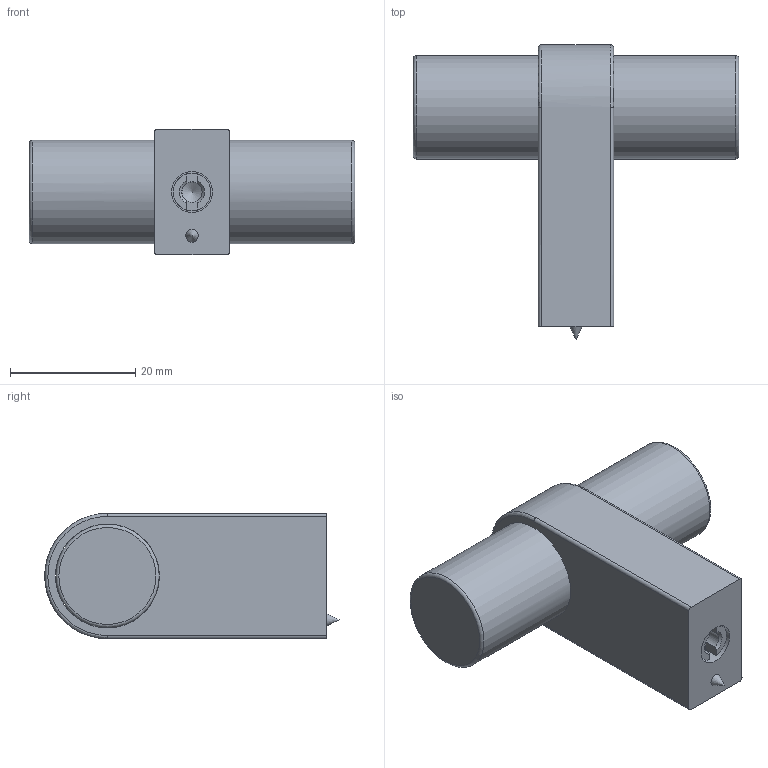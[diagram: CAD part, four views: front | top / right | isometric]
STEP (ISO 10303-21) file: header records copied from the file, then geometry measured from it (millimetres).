
FILE_DESCRIPTION(/* description */ (''),/* implementation_level */ '2;1');
FILE_NAME(/* name */ '0657_052_T_02.stp',/* time_stamp */ '2024-01-03T09:36:25+01:00',/* author */ ('jferrer'),/* organization */ (''),/* preprocessor_version */ 'ST-DEVELOPER v18.1',/* originating_system */ 'Autodesk Inventor 2022',/* authorisation */ '');
FILE_SCHEMA (('CONFIG_CONTROL_DESIGN'));
Length unit declared in the file: millimetre
Products named in the file (4): 0657_056_T_01; 0657_056_bar_00; 0657_foot_00; 0634_SCREW M-F_00
Assembly tree (3 placements, depth 2):
  0657_056_T_01
    0657_056_bar_00
    0657_foot_00
    0634_SCREW M-F_00
Bounding box: 52 x 46.99 x 20 mm (x, y, z)
Volume: 18543.1 mm3; surface area: 7760 mm2
Topology: 3 solids, 3 shells, 40 faces, 98 edges, 64 vertices
Faces by surface type: plane 17, cylinder 12, cone 6, bspline 3, torus 2
Full cylindrical faces by diameter (mm): 3.242 x2, 4 x1, 4.5 x1, 6 x1, 6.5 x1, 16.5 x1, 16.6 x1
Entity records: 1538 total; most frequent: CARTESIAN_POINT 459, DIRECTION 207, ORIENTED_EDGE 190, EDGE_CURVE 95, AXIS2_PLACEMENT_3D 83, VERTEX_POINT 64, EDGE_LOOP 47, LINE 41
